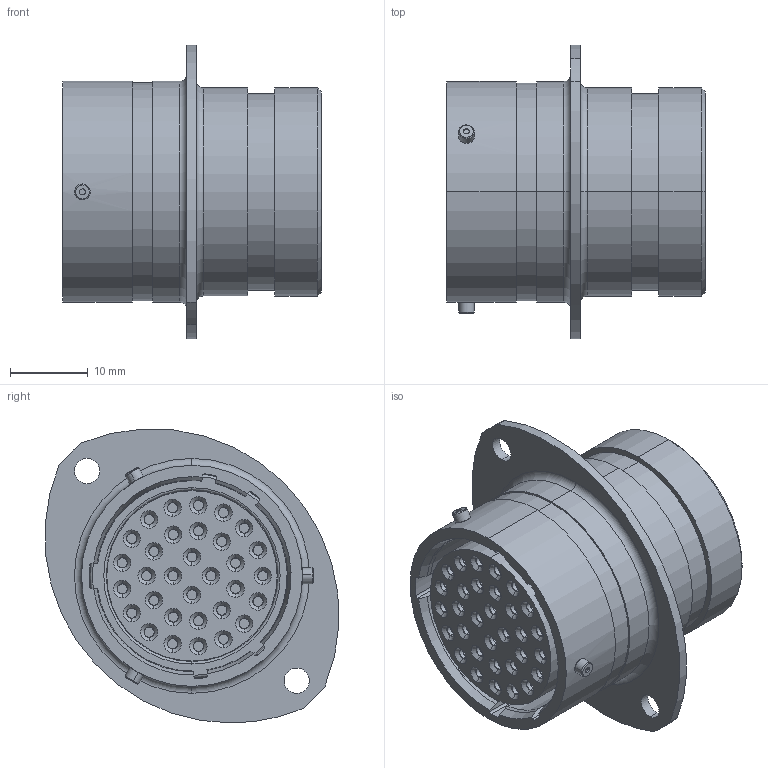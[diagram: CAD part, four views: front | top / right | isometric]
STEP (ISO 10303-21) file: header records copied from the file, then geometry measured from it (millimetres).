
FILE_DESCRIPTION (( 'STEP AP214' ), '1' );
FILE_NAME ('AS018-32SN.STEP', '2017-03-14T07:41:23', ( 'TE Connectivity' ), ( 'TE Connectivity' ), 'SwSTEP 2.0', 'SolidWorks 2014', '' );
FILE_SCHEMA (( 'AUTOMOTIVE_DESIGN' ));
Length unit declared in the file: inch
Products named in the file (1): AS018-32SN
Bounding box: 33.31 x 37.8 x 37.85 mm (x, y, z)
Volume: 15453.7 mm3; surface area: 16820.6 mm2
Topology: 9 solids, 9 shells, 1262 faces, 2712 edges, 1512 vertices
Faces by surface type: torus 470, cylinder 356, cone 340, plane 82, sphere 14
Entity records: 51187 total; most frequent: DIRECTION 7137, CARTESIAN_POINT 5779, ORIENTED_EDGE 5412, AXIS2_PLACEMENT_3D 3208, EDGE_CURVE 2706, CIRCLE 1945, VERTEX_POINT 1512, EDGE_LOOP 1456
